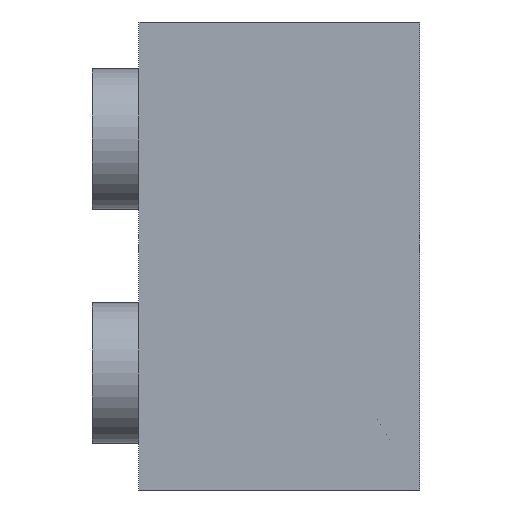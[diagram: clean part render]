
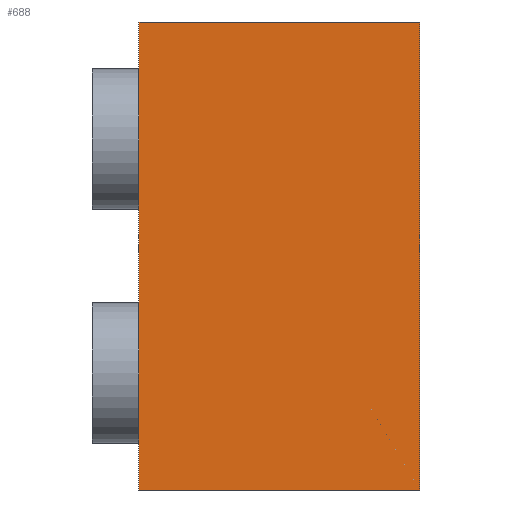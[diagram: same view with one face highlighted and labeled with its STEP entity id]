
A CAD part, left-side view. The second image highlights one B-rep face of the part: STEP entity #688.
In plain terms, the highlighted planar face has unit normal (-1, 0, 0).
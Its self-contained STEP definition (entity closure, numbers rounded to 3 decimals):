
#127=ORIENTED_EDGE('',*,*,#252,.T.);
#128=ORIENTED_EDGE('',*,*,#266,.F.);
#129=ORIENTED_EDGE('',*,*,#267,.F.);
#130=ORIENTED_EDGE('',*,*,#268,.F.);
#252=EDGE_CURVE('',#322,#321,#388,.T.);
#266=EDGE_CURVE('',#335,#321,#390,.T.);
#267=EDGE_CURVE('',#336,#335,#391,.T.);
#268=EDGE_CURVE('',#322,#336,#392,.T.);
#321=VERTEX_POINT('',#1155);
#322=VERTEX_POINT('',#1157);
#335=VERTEX_POINT('',#1185);
#336=VERTEX_POINT('',#1187);
#388=LINE('',#1156,#400);
#390=LINE('',#1184,#402);
#391=LINE('',#1186,#403);
#392=LINE('',#1188,#404);
#400=VECTOR('',#896,1000.);
#402=VECTOR('',#924,1000.);
#403=VECTOR('',#925,1000.);
#404=VECTOR('',#926,1000.);
#421=EDGE_LOOP('',(#127,#128,#129,#130));
#543=FACE_BOUND('',#421,.T.);
#653=PLANE('',#777);
#688=ADVANCED_FACE('',(#543),#653,.F.);
#777=AXIS2_PLACEMENT_3D('',#1183,#922,#923);
#896=DIRECTION('',(0.,0.,-1.));
#922=DIRECTION('',(1.,0.,0.));
#923=DIRECTION('',(0.,0.,-1.));
#924=DIRECTION('',(0.,1.,0.));
#925=DIRECTION('',(0.,0.,-1.));
#926=DIRECTION('',(0.,-1.,0.));
#1155=CARTESIAN_POINT('',(-24.01,4.795,-0.183));
#1156=CARTESIAN_POINT('',(-24.01,4.795,7.817));
#1157=CARTESIAN_POINT('',(-24.01,4.795,15.817));
#1183=CARTESIAN_POINT('',(-24.01,-0.005,7.817));
#1184=CARTESIAN_POINT('',(-24.01,-0.005,-0.183));
#1185=CARTESIAN_POINT('',(-24.01,-4.805,-0.183));
#1186=CARTESIAN_POINT('',(-24.01,-4.805,7.817));
#1187=CARTESIAN_POINT('',(-24.01,-4.805,15.817));
#1188=CARTESIAN_POINT('',(-24.01,-0.005,15.817));
